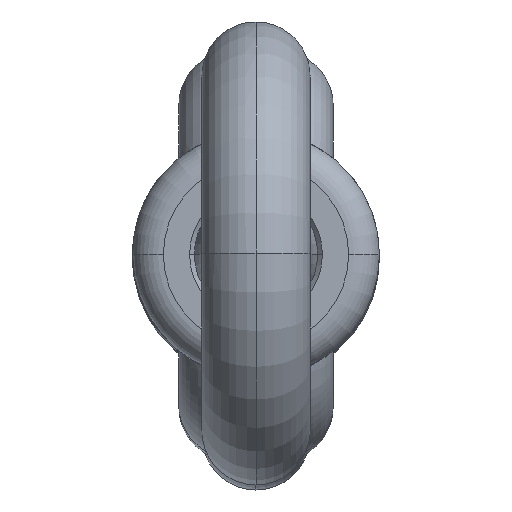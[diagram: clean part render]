
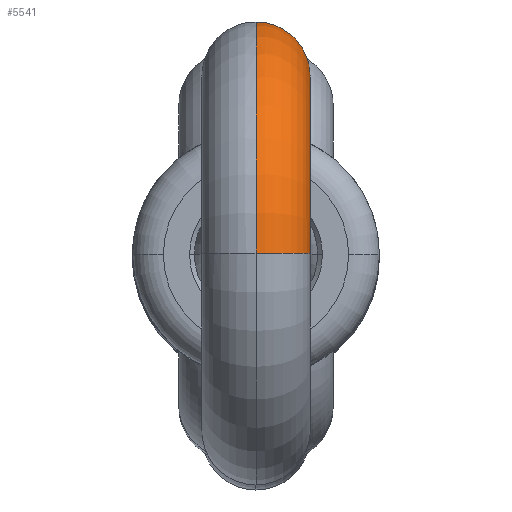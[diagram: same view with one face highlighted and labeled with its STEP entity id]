
A CAD part, top view. The second image highlights one B-rep face of the part: STEP entity #5541.
In plain terms, the highlighted toroidal (fillet/blend) face has major radius 5.75 mm and minor radius 1.75 mm.
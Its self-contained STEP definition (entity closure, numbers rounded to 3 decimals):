
#28 = CARTESIAN_POINT ( 'NONE',  ( 0., -11.5, 0. ) ) ;
#296 = CIRCLE ( 'NONE', #7710, 7.5 ) ;
#349 = DIRECTION ( 'NONE',  ( 0., 1., 0. ) ) ;
#624 = VERTEX_POINT ( 'NONE', #11230 ) ;
#646 = CARTESIAN_POINT ( 'NONE',  ( 0., -3.5, 0. ) ) ;
#1179 = CARTESIAN_POINT ( 'NONE',  ( -1.75, -14.793, -0.135 ) ) ;
#1195 = VERTEX_POINT ( 'NONE', #646 ) ;
#1237 = CARTESIAN_POINT ( 'NONE',  ( -1.45, -14.552, -0.988 ) ) ;
#1290 = CARTESIAN_POINT ( 'NONE',  ( -0.772, -13.979, -1.584 ) ) ;
#1296 = EDGE_CURVE ( 'NONE', #12576, #1195, #7466, .T. ) ;
#1587 = B_SPLINE_CURVE_WITH_KNOTS ( 'NONE', 3,
 ( #6343, #1179, #9181, #6513, #11793, #17080, #1237, #7911, #3895, #3720, #1290, #5284, #10467, #5111 ),
 .UNSPECIFIED., .F., .F.,
 ( 4, 2, 2, 2, 2, 2, 4 ),
 ( 0.003, 0.004, 0.004, 0.004, 0.005, 0.006, 0.006 ),
 .UNSPECIFIED. ) ;
#1738 = DIRECTION ( 'NONE',  ( 0., 0., -1. ) ) ;
#2694 = VERTEX_POINT ( 'NONE', #10900 ) ;
#2765 = ORIENTED_EDGE ( 'NONE', *, *, #16653, .F. ) ;
#3604 = CARTESIAN_POINT ( 'NONE',  ( 0., -7.5, 0. ) ) ;
#3720 = CARTESIAN_POINT ( 'NONE',  ( -0.96, -14.143, -1.48 ) ) ;
#3895 = CARTESIAN_POINT ( 'NONE',  ( -1.218, -14.361, -1.262 ) ) ;
#5111 = CARTESIAN_POINT ( 'NONE',  ( 0., -13.25, -1.75 ) ) ;
#5284 = CARTESIAN_POINT ( 'NONE',  ( -0.385, -13.626, -1.719 ) ) ;
#5541 = ADVANCED_FACE ( 'NONE', ( #9466 ), #14851, .T. ) ;
#5564 = AXIS2_PLACEMENT_3D ( 'NONE', #5925, #1738, #16333 ) ;
#5766 = DIRECTION ( 'NONE',  ( 1., 0., 0. ) ) ;
#5925 = CARTESIAN_POINT ( 'NONE',  ( 0., -7.5, 0. ) ) ;
#6291 = DIRECTION ( 'NONE',  ( 0., 0., 1. ) ) ;
#6343 = CARTESIAN_POINT ( 'NONE',  ( -1.75, -14.793, 0. ) ) ;
#6513 = CARTESIAN_POINT ( 'NONE',  ( -1.673, -14.732, -0.53 ) ) ;
#7466 = CIRCLE ( 'NONE', #11378, 4. ) ;
#7541 = CARTESIAN_POINT ( 'NONE',  ( 0., -7.5, 0. ) ) ;
#7710 = AXIS2_PLACEMENT_3D ( 'NONE', #3604, #14244, #11546 ) ;
#7911 = CARTESIAN_POINT ( 'NONE',  ( -1.301, -14.43, -1.177 ) ) ;
#7932 = AXIS2_PLACEMENT_3D ( 'NONE', #12918, #14149, #6291 ) ;
#8031 = EDGE_CURVE ( 'NONE', #624, #12576, #10037, .T. ) ;
#8584 = CARTESIAN_POINT ( 'NONE',  ( -1.75, -14.793, 0. ) ) ;
#9181 = CARTESIAN_POINT ( 'NONE',  ( -1.734, -14.78, -0.271 ) ) ;
#9466 = FACE_OUTER_BOUND ( 'NONE', #12078, .T. ) ;
#10037 = CIRCLE ( 'NONE', #15106, 1.75 ) ;
#10467 = CARTESIAN_POINT ( 'NONE',  ( -0.192, -13.442, -1.75 ) ) ;
#10900 = CARTESIAN_POINT ( 'NONE',  ( 0., 0., 0. ) ) ;
#11024 = CIRCLE ( 'NONE', #7932, 1.75 ) ;
#11230 = CARTESIAN_POINT ( 'NONE',  ( 0., -13.25, -1.75 ) ) ;
#11341 = DIRECTION ( 'NONE',  ( 0., 1., 0. ) ) ;
#11378 = AXIS2_PLACEMENT_3D ( 'NONE', #7541, #11512, #11341 ) ;
#11512 = DIRECTION ( 'NONE',  ( 0., 0., -1. ) ) ;
#11546 = DIRECTION ( 'NONE',  ( 0., 1., 0. ) ) ;
#11625 = ORIENTED_EDGE ( 'NONE', *, *, #15149, .T. ) ;
#11793 = CARTESIAN_POINT ( 'NONE',  ( -1.629, -14.697, -0.652 ) ) ;
#12078 = EDGE_LOOP ( 'NONE', ( #2765, #16618, #11625, #14638, #14131 ) ) ;
#12576 = VERTEX_POINT ( 'NONE', #28 ) ;
#12918 = CARTESIAN_POINT ( 'NONE',  ( 0., -1.75, 0. ) ) ;
#14131 = ORIENTED_EDGE ( 'NONE', *, *, #8031, .F. ) ;
#14149 = DIRECTION ( 'NONE',  ( -1., 0., 0. ) ) ;
#14244 = DIRECTION ( 'NONE',  ( 0., 0., -1. ) ) ;
#14638 = ORIENTED_EDGE ( 'NONE', *, *, #1296, .F. ) ;
#14851 = TOROIDAL_SURFACE ( 'NONE', #5564, 5.75, 1.75 ) ;
#15106 = AXIS2_PLACEMENT_3D ( 'NONE', #16187, #5766, #349 ) ;
#15149 = EDGE_CURVE ( 'NONE', #2694, #1195, #11024, .T. ) ;
#16187 = CARTESIAN_POINT ( 'NONE',  ( 0., -13.25, 0. ) ) ;
#16333 = DIRECTION ( 'NONE',  ( 0., 1., 0. ) ) ;
#16358 = EDGE_CURVE ( 'NONE', #16924, #2694, #296, .T. ) ;
#16618 = ORIENTED_EDGE ( 'NONE', *, *, #16358, .T. ) ;
#16653 = EDGE_CURVE ( 'NONE', #16924, #624, #1587, .T. ) ;
#16924 = VERTEX_POINT ( 'NONE', #8584 ) ;
#17080 = CARTESIAN_POINT ( 'NONE',  ( -1.517, -14.607, -0.883 ) ) ;
